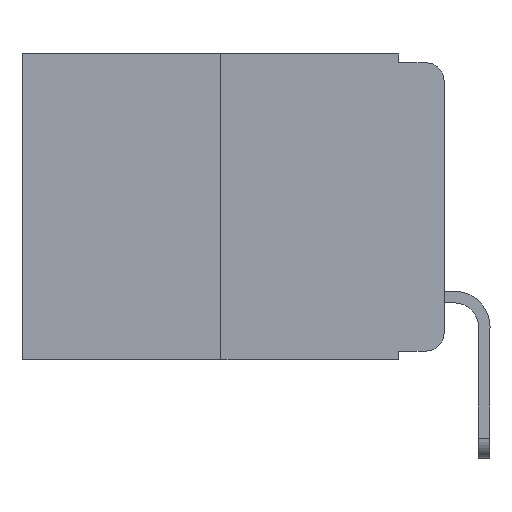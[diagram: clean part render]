
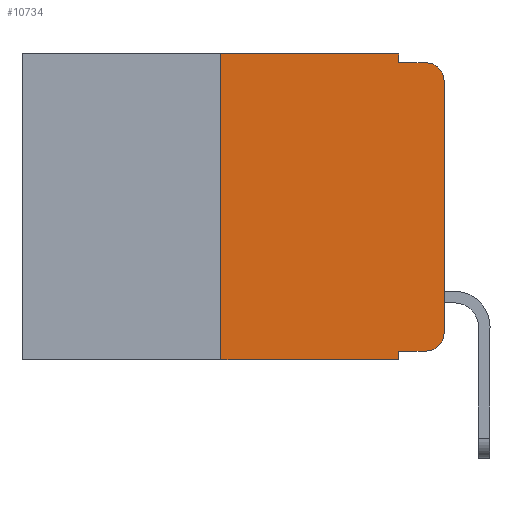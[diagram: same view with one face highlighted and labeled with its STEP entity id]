
A CAD part, left-side view. The second image highlights one B-rep face of the part: STEP entity #10734.
In plain terms, the highlighted planar face has unit normal (-1, 0, 0).
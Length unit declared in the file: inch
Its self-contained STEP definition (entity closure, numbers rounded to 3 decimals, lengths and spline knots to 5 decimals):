
#342 = VERTEX_POINT ( 'NONE', #1603 ) ;
#364 = EDGE_CURVE ( 'NONE', #14042, #16252, #5326, .T. ) ;
#429 = CARTESIAN_POINT ( 'NONE',  ( 0., 0., -0.03 ) ) ;
#442 = CARTESIAN_POINT ( 'NONE',  ( 0., 0.051, 0. ) ) ;
#652 = CARTESIAN_POINT ( 'NONE',  ( 0., 0.051, 0. ) ) ;
#747 = VERTEX_POINT ( 'NONE', #4600 ) ;
#1098 = LINE ( 'NONE', #10692, #10535 ) ;
#1320 = DIRECTION ( 'NONE',  ( 0., -1., 0. ) ) ;
#1456 = AXIS2_PLACEMENT_3D ( 'NONE', #11307, #13729, #12922 ) ;
#1577 = EDGE_CURVE ( 'NONE', #747, #14042, #11302, .T. ) ;
#1603 = CARTESIAN_POINT ( 'NONE',  ( 0., 0.051, -0.01 ) ) ;
#1659 = ORIENTED_EDGE ( 'NONE', *, *, #9905, .F. ) ;
#1740 = DIRECTION ( 'NONE',  ( 0., 0., 1. ) ) ;
#2066 = VECTOR ( 'NONE', #14214, 39.37008 ) ;
#2090 = VECTOR ( 'NONE', #1320, 39.37008 ) ;
#2446 = LINE ( 'NONE', #652, #19256 ) ;
#2629 = LINE ( 'NONE', #442, #2066 ) ;
#2795 = EDGE_CURVE ( 'NONE', #747, #3607, #2446, .T. ) ;
#2871 = ORIENTED_EDGE ( 'NONE', *, *, #12383, .F. ) ;
#3046 = LINE ( 'NONE', #15372, #8375 ) ;
#3607 = VERTEX_POINT ( 'NONE', #12484 ) ;
#3684 = DIRECTION ( 'NONE',  ( 0., 0., 1. ) ) ;
#3914 = EDGE_CURVE ( 'NONE', #342, #14223, #16279, .T. ) ;
#4047 = EDGE_CURVE ( 'NONE', #8817, #6243, #3046, .T. ) ;
#4600 = CARTESIAN_POINT ( 'NONE',  ( 0., 0.051, -0.333 ) ) ;
#4668 = ORIENTED_EDGE ( 'NONE', *, *, #4047, .F. ) ;
#5290 = CARTESIAN_POINT ( 'NONE',  ( 0., 0.051, 0. ) ) ;
#5326 = CIRCLE ( 'NONE', #1456, 0.02 ) ;
#5610 = CARTESIAN_POINT ( 'NONE',  ( 0., 0.25, 0. ) ) ;
#5850 = VECTOR ( 'NONE', #1740, 39.37008 ) ;
#5939 = EDGE_CURVE ( 'NONE', #16252, #20237, #14587, .T. ) ;
#6243 = VERTEX_POINT ( 'NONE', #5610 ) ;
#6345 = CARTESIAN_POINT ( 'NONE',  ( 0., 0., -0.313 ) ) ;
#6358 = DIRECTION ( 'NONE',  ( 1., 0., 0. ) ) ;
#6389 = LINE ( 'NONE', #11816, #2090 ) ;
#6756 = ORIENTED_EDGE ( 'NONE', *, *, #9570, .T. ) ;
#7956 = FACE_OUTER_BOUND ( 'NONE', #20015, .T. ) ;
#8252 = ORIENTED_EDGE ( 'NONE', *, *, #2795, .F. ) ;
#8375 = VECTOR ( 'NONE', #3684, 39.37008 ) ;
#8817 = VERTEX_POINT ( 'NONE', #15695 ) ;
#9224 = CARTESIAN_POINT ( 'NONE',  ( 0., 0.02, -0.333 ) ) ;
#9529 = CARTESIAN_POINT ( 'NONE',  ( 0., 0.02, -0.03 ) ) ;
#9570 = EDGE_CURVE ( 'NONE', #8817, #3607, #6389, .T. ) ;
#9905 = EDGE_CURVE ( 'NONE', #15466, #342, #2629, .T. ) ;
#10381 = ORIENTED_EDGE ( 'NONE', *, *, #1577, .T. ) ;
#10535 = VECTOR ( 'NONE', #19764, 39.37008 ) ;
#10692 = CARTESIAN_POINT ( 'NONE',  ( 0., 0.473, 0. ) ) ;
#10734 = ADVANCED_FACE ( 'NONE', ( #7956 ), #17479, .F. ) ;
#11232 = DIRECTION ( 'NONE',  ( 0., 0., -1. ) ) ;
#11302 = LINE ( 'NONE', #14997, #14932 ) ;
#11307 = CARTESIAN_POINT ( 'NONE',  ( 0., 0.02, -0.313 ) ) ;
#11615 = AXIS2_PLACEMENT_3D ( 'NONE', #13012, #6358, #17551 ) ;
#11816 = CARTESIAN_POINT ( 'NONE',  ( 0., 0.473, -0.343 ) ) ;
#12130 = ORIENTED_EDGE ( 'NONE', *, *, #5939, .T. ) ;
#12383 = EDGE_CURVE ( 'NONE', #6243, #15466, #1098, .T. ) ;
#12484 = CARTESIAN_POINT ( 'NONE',  ( 0., 0.051, -0.343 ) ) ;
#12922 = DIRECTION ( 'NONE',  ( 0., 0., -1. ) ) ;
#13012 = CARTESIAN_POINT ( 'NONE',  ( 0., 0.473, 0. ) ) ;
#13379 = CARTESIAN_POINT ( 'NONE',  ( 0., 0.051, -0.01 ) ) ;
#13452 = ORIENTED_EDGE ( 'NONE', *, *, #364, .T. ) ;
#13481 = ORIENTED_EDGE ( 'NONE', *, *, #14104, .T. ) ;
#13528 = DIRECTION ( 'NONE',  ( 0., -1., 0. ) ) ;
#13729 = DIRECTION ( 'NONE',  ( -1., 0., 0. ) ) ;
#14042 = VERTEX_POINT ( 'NONE', #9224 ) ;
#14104 = EDGE_CURVE ( 'NONE', #20237, #14223, #14844, .T. ) ;
#14214 = DIRECTION ( 'NONE',  ( 0., 0., -1. ) ) ;
#14223 = VERTEX_POINT ( 'NONE', #17612 ) ;
#14587 = LINE ( 'NONE', #19644, #5850 ) ;
#14806 = DIRECTION ( 'NONE',  ( 0., -1., 0. ) ) ;
#14844 = CIRCLE ( 'NONE', #15302, 0.02 ) ;
#14932 = VECTOR ( 'NONE', #14806, 39.37008 ) ;
#14997 = CARTESIAN_POINT ( 'NONE',  ( 0., 0.051, -0.333 ) ) ;
#15302 = AXIS2_PLACEMENT_3D ( 'NONE', #9529, #20255, #11232 ) ;
#15372 = CARTESIAN_POINT ( 'NONE',  ( 0., 0.25, 0. ) ) ;
#15466 = VERTEX_POINT ( 'NONE', #5290 ) ;
#15536 = DIRECTION ( 'NONE',  ( 0., 0., -1. ) ) ;
#15574 = ORIENTED_EDGE ( 'NONE', *, *, #3914, .F. ) ;
#15695 = CARTESIAN_POINT ( 'NONE',  ( 0., 0.25, -0.343 ) ) ;
#16252 = VERTEX_POINT ( 'NONE', #6345 ) ;
#16279 = LINE ( 'NONE', #13379, #19704 ) ;
#17479 = PLANE ( 'NONE',  #11615 ) ;
#17551 = DIRECTION ( 'NONE',  ( 0., 0., -1. ) ) ;
#17612 = CARTESIAN_POINT ( 'NONE',  ( 0., 0.02, -0.01 ) ) ;
#19256 = VECTOR ( 'NONE', #15536, 39.37008 ) ;
#19644 = CARTESIAN_POINT ( 'NONE',  ( 0., 0., 0. ) ) ;
#19704 = VECTOR ( 'NONE', #13528, 39.37008 ) ;
#19764 = DIRECTION ( 'NONE',  ( 0., -1., 0. ) ) ;
#20015 = EDGE_LOOP ( 'NONE', ( #12130, #13481, #15574, #1659, #2871, #4668, #6756, #8252, #10381, #13452 ) ) ;
#20237 = VERTEX_POINT ( 'NONE', #429 ) ;
#20255 = DIRECTION ( 'NONE',  ( -1., 0., 0. ) ) ;
